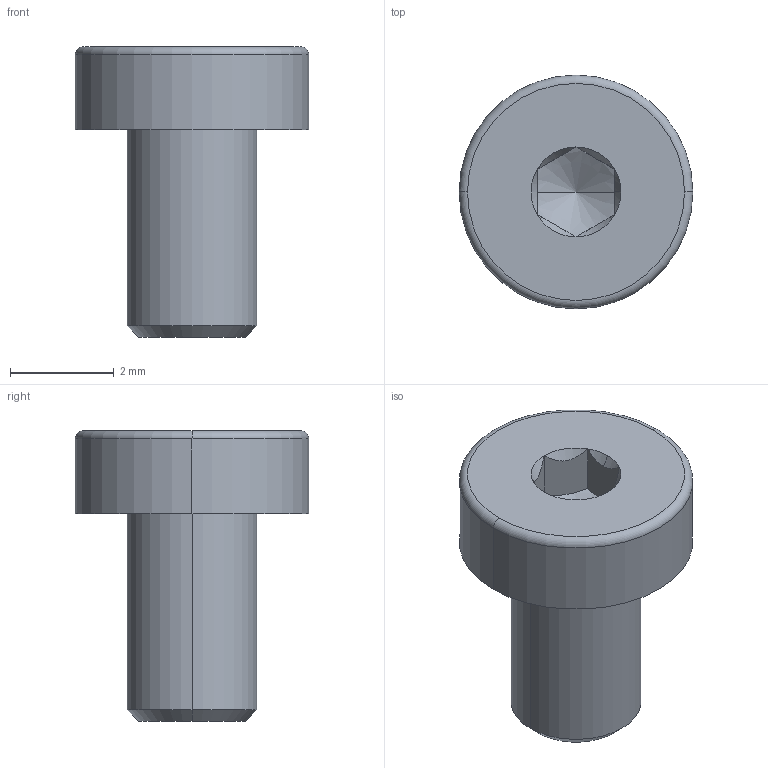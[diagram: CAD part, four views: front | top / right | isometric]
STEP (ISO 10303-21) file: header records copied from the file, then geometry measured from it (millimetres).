
FILE_DESCRIPTION (( 'STEP AP203' ), '1' );
FILE_NAME ('CSHBTT-SUS-M2_5-4_203.STEP', '2014-03-25T01:56:19', ( 'guan-li' ), ( '' ), 'SwSTEP 2.0', 'SolidWorks 2007', '' );
FILE_SCHEMA (( 'CONFIG_CONTROL_DESIGN' ));
Length unit declared in the file: millimetre
Products named in the file (1): CSHBTT-SUS-M2_5-4_203
Bounding box: 4.5 x 4.5 x 5.6 mm (x, y, z)
Volume: 42.6 mm3; surface area: 88.9 mm2
Topology: 1 solids, 1 shells, 26 faces, 53 edges, 29 vertices
Faces by surface type: cone 11, plane 9, cylinder 4, torus 2
Entity records: 790 total; most frequent: CARTESIAN_POINT 194, DIRECTION 111, ORIENTED_EDGE 102, EDGE_CURVE 51, AXIS2_PLACEMENT_3D 48, VERTEX_POINT 29, EDGE_LOOP 28, ADVANCED_FACE 26
